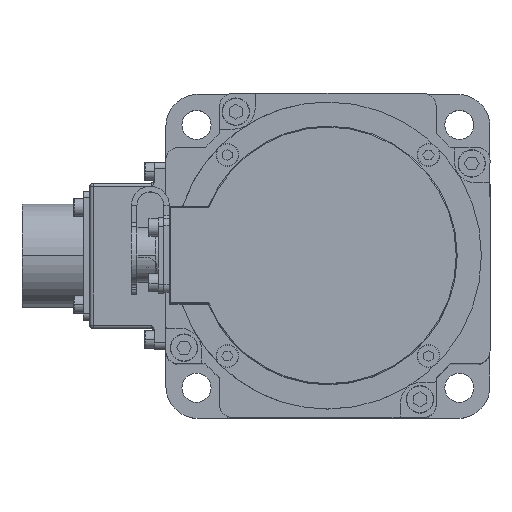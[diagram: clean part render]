
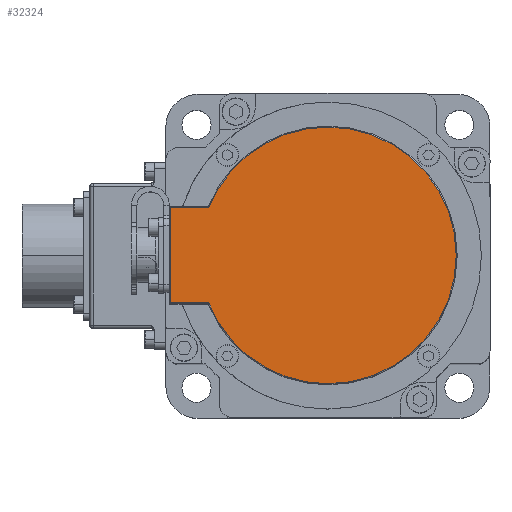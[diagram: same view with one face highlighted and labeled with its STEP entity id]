
A CAD part, top view. The second image highlights one B-rep face of the part: STEP entity #32324.
In plain terms, the highlighted planar face has unit normal (0, 0, 1).
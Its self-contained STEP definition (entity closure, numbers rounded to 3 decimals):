
#383 = AXIS2_PLACEMENT_3D ( 'NONE', #2253, #32811, #3063 ) ;
#855 = DIRECTION ( 'NONE',  ( 0., 1., 0. ) ) ;
#1791 = DIRECTION ( 'NONE',  ( -1., 0., 0. ) ) ;
#2253 = CARTESIAN_POINT ( 'NONE',  ( -26.265, -6.646, 236.5 ) ) ;
#3047 = DIRECTION ( 'NONE',  ( 1., 0., 0. ) ) ;
#3063 = DIRECTION ( 'NONE',  ( 0., 1., 0. ) ) ;
#3127 = EDGE_CURVE ( 'NONE', #10590, #7303, #8264, .T. ) ;
#3352 = ORIENTED_EDGE ( 'NONE', *, *, #3127, .T. ) ;
#3582 = EDGE_CURVE ( 'NONE', #34171, #10590, #10761, .T. ) ;
#4609 = CIRCLE ( 'NONE', #22162, 39.7 ) ;
#5673 = EDGE_LOOP ( 'NONE', ( #29973, #22205, #3352, #17222, #13268, #6102 ) ) ;
#6102 = ORIENTED_EDGE ( 'NONE', *, *, #12321, .T. ) ;
#7303 = VERTEX_POINT ( 'NONE', #19885 ) ;
#8169 = CARTESIAN_POINT ( 'NONE',  ( -63.346, -21.346, 236.5 ) ) ;
#8264 = CIRCLE ( 'NONE', #10104, 39.7 ) ;
#8588 = DIRECTION ( 'NONE',  ( 0., 0., 1. ) ) ;
#8611 = CARTESIAN_POINT ( 'NONE',  ( -63.144, -21.346, 236.5 ) ) ;
#10000 = AXIS2_PLACEMENT_3D ( 'NONE', #29981, #20018, #855 ) ;
#10104 = AXIS2_PLACEMENT_3D ( 'NONE', #14806, #17745, #20315 ) ;
#10590 = VERTEX_POINT ( 'NONE', #8611 ) ;
#10740 = CIRCLE ( 'NONE', #10000, 39.7 ) ;
#10761 = LINE ( 'NONE', #8169, #22193 ) ;
#11090 = CARTESIAN_POINT ( 'NONE',  ( -26.265, -6.646, 236.5 ) ) ;
#12321 = EDGE_CURVE ( 'NONE', #26583, #18450, #17371, .T. ) ;
#13268 = ORIENTED_EDGE ( 'NONE', *, *, #14722, .T. ) ;
#13996 = VECTOR ( 'NONE', #1791, 1000. ) ;
#14248 = CARTESIAN_POINT ( 'NONE',  ( -75.046, 8.054, 236.5 ) ) ;
#14722 = EDGE_CURVE ( 'NONE', #31867, #26583, #10740, .T. ) ;
#14806 = CARTESIAN_POINT ( 'NONE',  ( -26.265, -6.646, 236.5 ) ) ;
#15516 = VECTOR ( 'NONE', #30135, 1000. ) ;
#17051 = CARTESIAN_POINT ( 'NONE',  ( -63.144, 8.054, 236.5 ) ) ;
#17222 = ORIENTED_EDGE ( 'NONE', *, *, #17767, .T. ) ;
#17371 = LINE ( 'NONE', #31430, #13996 ) ;
#17745 = DIRECTION ( 'NONE',  ( 0., 0., 1. ) ) ;
#17767 = EDGE_CURVE ( 'NONE', #7303, #31867, #4609, .T. ) ;
#18436 = LINE ( 'NONE', #24574, #15516 ) ;
#18450 = VERTEX_POINT ( 'NONE', #14248 ) ;
#19885 = CARTESIAN_POINT ( 'NONE',  ( -26.265, -46.346, 236.5 ) ) ;
#20018 = DIRECTION ( 'NONE',  ( 0., 0., 1. ) ) ;
#20315 = DIRECTION ( 'NONE',  ( 0., 1., 0. ) ) ;
#21709 = CARTESIAN_POINT ( 'NONE',  ( -26.265, 33.054, 236.5 ) ) ;
#22162 = AXIS2_PLACEMENT_3D ( 'NONE', #11090, #8588, #33116 ) ;
#22193 = VECTOR ( 'NONE', #3047, 1000. ) ;
#22205 = ORIENTED_EDGE ( 'NONE', *, *, #3582, .T. ) ;
#24574 = CARTESIAN_POINT ( 'NONE',  ( -75.046, -21.646, 236.5 ) ) ;
#26094 = EDGE_CURVE ( 'NONE', #18450, #34171, #18436, .T. ) ;
#26583 = VERTEX_POINT ( 'NONE', #17051 ) ;
#27157 = FACE_OUTER_BOUND ( 'NONE', #5673, .T. ) ;
#29973 = ORIENTED_EDGE ( 'NONE', *, *, #26094, .T. ) ;
#29981 = CARTESIAN_POINT ( 'NONE',  ( -26.265, -6.646, 236.5 ) ) ;
#30135 = DIRECTION ( 'NONE',  ( 0., -1., 0. ) ) ;
#31430 = CARTESIAN_POINT ( 'NONE',  ( -75.346, 8.054, 236.5 ) ) ;
#31867 = VERTEX_POINT ( 'NONE', #21709 ) ;
#32324 = ADVANCED_FACE ( 'NONE', ( #27157 ), #34735, .T. ) ;
#32811 = DIRECTION ( 'NONE',  ( 0., 0., 1. ) ) ;
#33116 = DIRECTION ( 'NONE',  ( 0., 1., 0. ) ) ;
#34171 = VERTEX_POINT ( 'NONE', #35176 ) ;
#34735 = PLANE ( 'NONE',  #383 ) ;
#35176 = CARTESIAN_POINT ( 'NONE',  ( -75.046, -21.346, 236.5 ) ) ;
